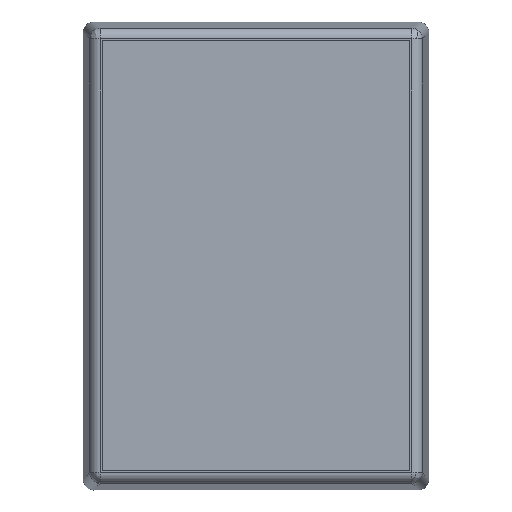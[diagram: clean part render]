
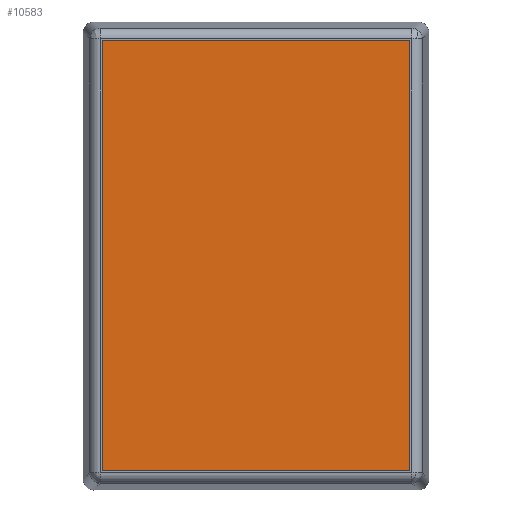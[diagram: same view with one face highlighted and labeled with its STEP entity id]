
A CAD part, top view. The second image highlights one B-rep face of the part: STEP entity #10583.
In plain terms, the highlighted planar face has unit normal (0, 0, 1).
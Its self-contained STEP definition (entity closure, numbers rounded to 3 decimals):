
#472 = CARTESIAN_POINT ( 'NONE',  ( -600.63, 29.002, 183.857 ) ) ;
#2523 = LINE ( 'NONE', #13897, #10803 ) ;
#3698 = VERTEX_POINT ( 'NONE', #11562 ) ;
#3744 = DIRECTION ( 'NONE',  ( -1., 0., 0. ) ) ;
#4167 = EDGE_CURVE ( 'NONE', #3698, #13692, #9310, .T. ) ;
#4385 = DIRECTION ( 'NONE',  ( 0., -1., 0. ) ) ;
#4400 = VERTEX_POINT ( 'NONE', #11699 ) ;
#4681 = AXIS2_PLACEMENT_3D ( 'NONE', #472, #10212, #3744 ) ;
#4781 = CARTESIAN_POINT ( 'NONE',  ( -564.13, -21.998, 183.857 ) ) ;
#5539 = VECTOR ( 'NONE', #4385, 1000. ) ;
#5812 = EDGE_CURVE ( 'NONE', #4400, #10211, #8637, .T. ) ;
#6249 = EDGE_CURVE ( 'NONE', #13692, #4400, #2523, .T. ) ;
#6360 = DIRECTION ( 'NONE',  ( 0., 1., 0. ) ) ;
#7254 = CARTESIAN_POINT ( 'NONE',  ( -564.13, -21.998, 183.857 ) ) ;
#7918 = EDGE_CURVE ( 'NONE', #10211, #3698, #8422, .T. ) ;
#7967 = DIRECTION ( 'NONE',  ( -1., 0., 0. ) ) ;
#8300 = VECTOR ( 'NONE', #7967, 1000. ) ;
#8422 = LINE ( 'NONE', #11915, #5539 ) ;
#8637 = LINE ( 'NONE', #12257, #8300 ) ;
#8962 = VECTOR ( 'NONE', #10151, 1000. ) ;
#9310 = LINE ( 'NONE', #4781, #8962 ) ;
#10151 = DIRECTION ( 'NONE',  ( 1., 0., 0. ) ) ;
#10211 = VERTEX_POINT ( 'NONE', #11530 ) ;
#10212 = DIRECTION ( 'NONE',  ( 0., 0., -1. ) ) ;
#10583 = ADVANCED_FACE ( 'NONE', ( #13665 ), #12293, .F. ) ;
#10695 = ORIENTED_EDGE ( 'NONE', *, *, #4167, .T. ) ;
#10803 = VECTOR ( 'NONE', #6360, 1000. ) ;
#10920 = ORIENTED_EDGE ( 'NONE', *, *, #7918, .T. ) ;
#11530 = CARTESIAN_POINT ( 'NONE',  ( -637.13, 80.002, 183.857 ) ) ;
#11562 = CARTESIAN_POINT ( 'NONE',  ( -637.13, -21.998, 183.857 ) ) ;
#11699 = CARTESIAN_POINT ( 'NONE',  ( -564.13, 80.002, 183.857 ) ) ;
#11875 = ORIENTED_EDGE ( 'NONE', *, *, #5812, .T. ) ;
#11915 = CARTESIAN_POINT ( 'NONE',  ( -637.13, -21.998, 183.857 ) ) ;
#12240 = ORIENTED_EDGE ( 'NONE', *, *, #6249, .T. ) ;
#12257 = CARTESIAN_POINT ( 'NONE',  ( -637.13, 80.002, 183.857 ) ) ;
#12293 = PLANE ( 'NONE',  #4681 ) ;
#13543 = EDGE_LOOP ( 'NONE', ( #11875, #10920, #10695, #12240 ) ) ;
#13665 = FACE_OUTER_BOUND ( 'NONE', #13543, .T. ) ;
#13692 = VERTEX_POINT ( 'NONE', #7254 ) ;
#13897 = CARTESIAN_POINT ( 'NONE',  ( -564.13, 80.002, 183.857 ) ) ;
